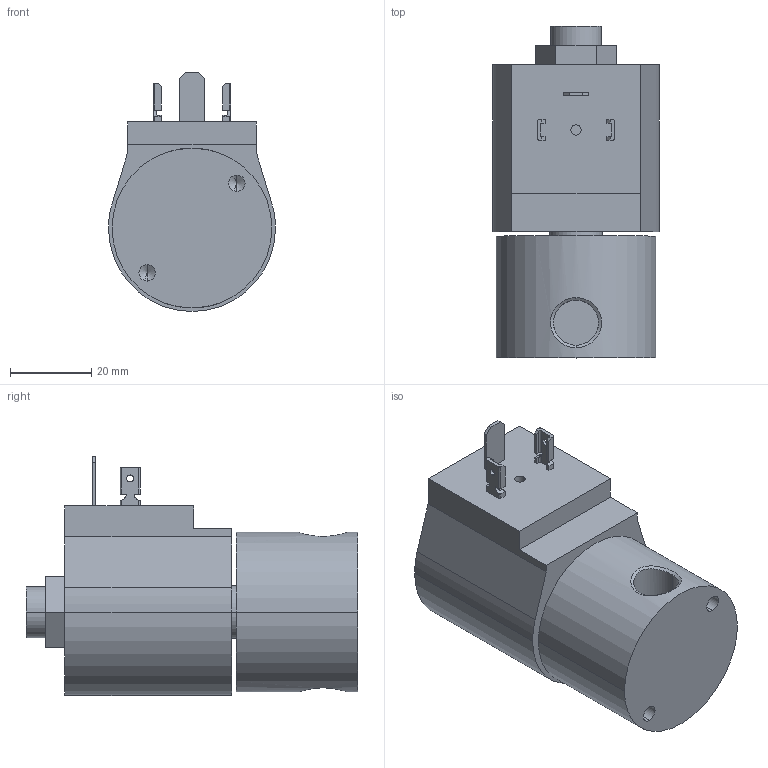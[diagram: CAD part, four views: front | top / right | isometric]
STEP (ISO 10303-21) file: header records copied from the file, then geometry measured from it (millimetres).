
FILE_DESCRIPTION (( 'STEP AP203' ), '1' );
FILE_NAME ('NS301YH16C3BD5.step', '2025-12-15T20:38:34', ( '' ), ( '' ), 'SwSTEP 2.0', 'SolidWorks 2024', '' );
FILE_SCHEMA (( 'CONFIG_CONTROL_DESIGN' ));
Length unit declared in the file: inch
Products named in the file (1): NS301YH16C3BD5
Bounding box: 41.15 x 81.79 x 58.93 mm (x, y, z)
Volume: 99004.3 mm3; surface area: 21412.8 mm2
Topology: 6 solids, 6 shells, 130 faces, 331 edges, 217 vertices
Faces by surface type: plane 73, cylinder 49, bspline 4, cone 4
Entity records: 7516 total; most frequent: CARTESIAN_POINT 4279, ORIENTED_EDGE 654, DIRECTION 644, EDGE_CURVE 327, VERTEX_POINT 217, AXIS2_PLACEMENT_3D 217, VECTOR 210, LINE 210
